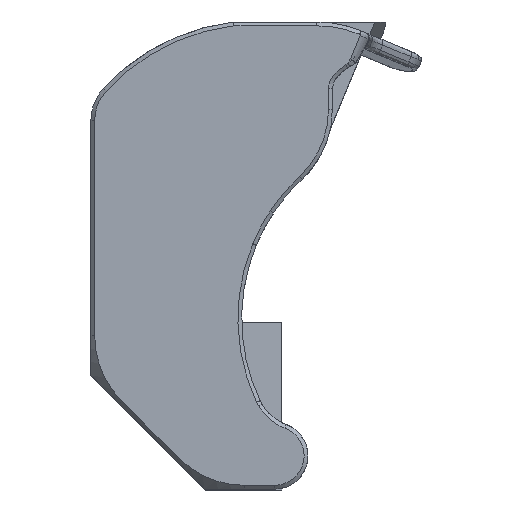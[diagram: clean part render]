
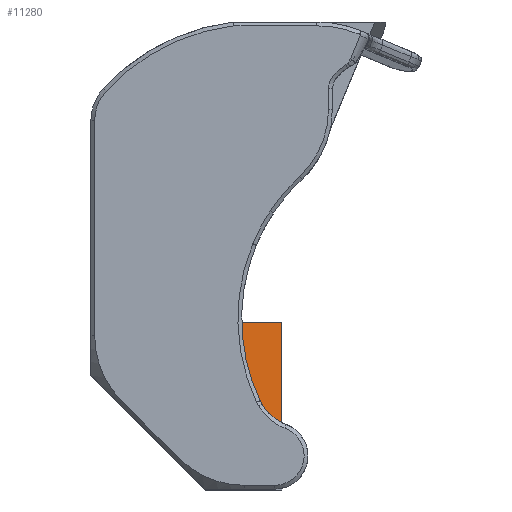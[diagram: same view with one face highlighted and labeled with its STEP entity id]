
A CAD part, left-side view. The second image highlights one B-rep face of the part: STEP entity #11280.
In plain terms, the highlighted planar face has unit normal (-0.707, -0.707, 0).
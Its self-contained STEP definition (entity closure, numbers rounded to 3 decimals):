
#64=FACE_BOUND('',#2011,.T.);
#377=ELLIPSE('',#11905,11.879,8.4);
#394=ELLIPSE('',#12017,11.879,8.4);
#576=B_SPLINE_CURVE_WITH_KNOTS('',3,(#18948,#18949,#18950,#18951,#18952,
#18953,#18954,#18955),.UNSPECIFIED.,.F.,.F.,(4,2,2,4),(-0.259,
-0.2,-0.135,-0.039),
 .UNSPECIFIED.);
#584=B_SPLINE_CURVE_WITH_KNOTS('',3,(#19196,#19197,#19198,#19199,#19200,
#19201),.UNSPECIFIED.,.F.,.F.,(4,2,4),(-0.194,-0.165,
-0.144),.UNSPECIFIED.);
#1314=FACE_OUTER_BOUND('',#2010,.T.);
#2010=EDGE_LOOP('',(#7957,#7958,#7959,#7960,#7961,#7962,#7963,#7964,#7965));
#2011=EDGE_LOOP('',(#7966,#7967,#7968));
#3108=LINE('',#15749,#3780);
#3188=LINE('',#18876,#3860);
#3203=LINE('',#19035,#3875);
#3207=LINE('',#19058,#3879);
#3209=LINE('',#19203,#3881);
#3213=LINE('',#19211,#3885);
#3214=LINE('',#19214,#3886);
#3215=LINE('',#19215,#3887);
#3780=VECTOR('',#12986,10.);
#3860=VECTOR('',#13296,10.);
#3875=VECTOR('',#13331,10.);
#3879=VECTOR('',#13339,10.);
#3881=VECTOR('',#13343,10.);
#3885=VECTOR('',#13351,10.);
#3886=VECTOR('',#13354,10.);
#3887=VECTOR('',#13355,10.);
#4460=VERTEX_POINT('',#15746);
#4461=VERTEX_POINT('',#15748);
#4465=VERTEX_POINT('',#15764);
#4605=VERTEX_POINT('',#18868);
#4606=VERTEX_POINT('',#18870);
#4607=VERTEX_POINT('',#18874);
#4608=VERTEX_POINT('',#18947);
#4621=VERTEX_POINT('',#19033);
#4622=VERTEX_POINT('',#19034);
#4625=VERTEX_POINT('',#19057);
#4627=VERTEX_POINT('',#19209);
#4628=VERTEX_POINT('',#19213);
#5590=EDGE_CURVE('',#4460,#4461,#3108,.T.);
#5596=EDGE_CURVE('',#4465,#4460,#377,.T.);
#5824=EDGE_CURVE('',#4606,#4605,#394,.T.);
#5826=EDGE_CURVE('',#4607,#4605,#3188,.T.);
#5827=EDGE_CURVE('',#4608,#4461,#576,.T.);
#5848=EDGE_CURVE('',#4621,#4622,#3203,.T.);
#5854=EDGE_CURVE('',#4622,#4625,#3207,.T.);
#5857=EDGE_CURVE('',#4625,#4621,#584,.T.);
#5858=EDGE_CURVE('',#4606,#4608,#3209,.F.);
#5862=EDGE_CURVE('',#4607,#4627,#3213,.F.);
#5863=EDGE_CURVE('',#4627,#4628,#3214,.T.);
#5864=EDGE_CURVE('',#4628,#4465,#3215,.T.);
#7957=ORIENTED_EDGE('',*,*,#5863,.F.);
#7958=ORIENTED_EDGE('',*,*,#5862,.F.);
#7959=ORIENTED_EDGE('',*,*,#5826,.T.);
#7960=ORIENTED_EDGE('',*,*,#5824,.F.);
#7961=ORIENTED_EDGE('',*,*,#5858,.T.);
#7962=ORIENTED_EDGE('',*,*,#5827,.T.);
#7963=ORIENTED_EDGE('',*,*,#5590,.F.);
#7964=ORIENTED_EDGE('',*,*,#5596,.F.);
#7965=ORIENTED_EDGE('',*,*,#5864,.F.);
#7966=ORIENTED_EDGE('',*,*,#5854,.T.);
#7967=ORIENTED_EDGE('',*,*,#5857,.T.);
#7968=ORIENTED_EDGE('',*,*,#5848,.T.);
#11013=PLANE('',#12034);
#11280=ADVANCED_FACE('',(#1314,#64),#11013,.T.);
#11905=AXIS2_PLACEMENT_3D('',#15766,#12992,#12993);
#12017=AXIS2_PLACEMENT_3D('',#18872,#13291,#13292);
#12034=AXIS2_PLACEMENT_3D('',#19212,#13352,#13353);
#12986=DIRECTION('',(0.,0.,1.));
#12992=DIRECTION('center_axis',(0.707,0.707,0.));
#12993=DIRECTION('ref_axis',(-0.707,0.707,0.));
#13291=DIRECTION('center_axis',(-0.707,-0.707,0.));
#13292=DIRECTION('ref_axis',(-0.707,0.707,0.));
#13296=DIRECTION('',(-0.707,0.707,0.));
#13331=DIRECTION('',(-0.707,0.707,0.));
#13339=DIRECTION('',(0.,0.,1.));
#13343=DIRECTION('',(0.577,-0.577,-0.577));
#13351=DIRECTION('',(0.,0.,1.));
#13352=DIRECTION('center_axis',(-0.707,-0.707,0.));
#13353=DIRECTION('ref_axis',(0.707,-0.707,0.));
#13354=DIRECTION('',(-0.707,0.707,0.));
#13355=DIRECTION('',(-0.577,0.577,0.577));
#15746=CARTESIAN_POINT('',(-87.854,40.5,123.848));
#15748=CARTESIAN_POINT('',(-87.854,40.5,130.554));
#15749=CARTESIAN_POINT('',(-87.854,40.5,111.627));
#15764=CARTESIAN_POINT('',(-85.394,38.039,117.908));
#15766=CARTESIAN_POINT('Origin',(-79.454,32.1,123.848));
#18868=CARTESIAN_POINT('',(-80.312,32.957,125.3));
#18870=CARTESIAN_POINT('',(-86.252,38.897,127.761));
#18872=CARTESIAN_POINT('Origin',(-80.312,32.957,133.7));
#18874=CARTESIAN_POINT('',(-69.454,22.1,125.3));
#18876=CARTESIAN_POINT('',(-84.121,36.766,125.3));
#18947=CARTESIAN_POINT('',(-87.382,40.027,128.891));
#18948=CARTESIAN_POINT('Ctrl Pts',(-87.382,40.027,128.891));
#18949=CARTESIAN_POINT('Ctrl Pts',(-87.464,40.109,129.016));
#18950=CARTESIAN_POINT('Ctrl Pts',(-87.537,40.182,129.151));
#18951=CARTESIAN_POINT('Ctrl Pts',(-87.668,40.314,129.454));
#18952=CARTESIAN_POINT('Ctrl Pts',(-87.724,40.37,129.621));
#18953=CARTESIAN_POINT('Ctrl Pts',(-87.829,40.474,130.058));
#18954=CARTESIAN_POINT('Ctrl Pts',(-87.854,40.499,130.284));
#18955=CARTESIAN_POINT('Ctrl Pts',(-87.854,40.5,130.554));
#19033=CARTESIAN_POINT('',(-73.421,26.066,115.697));
#19034=CARTESIAN_POINT('',(-73.454,26.1,115.697));
#19035=CARTESIAN_POINT('',(-80.444,33.09,115.697));
#19057=CARTESIAN_POINT('',(-73.454,26.1,115.964));
#19058=CARTESIAN_POINT('',(-73.454,26.1,113.762));
#19196=CARTESIAN_POINT('Ctrl Pts',(-73.454,26.1,115.964));
#19197=CARTESIAN_POINT('Ctrl Pts',(-73.454,26.099,115.911));
#19198=CARTESIAN_POINT('Ctrl Pts',(-73.451,26.096,115.858));
#19199=CARTESIAN_POINT('Ctrl Pts',(-73.438,26.083,115.769));
#19200=CARTESIAN_POINT('Ctrl Pts',(-73.43,26.076,115.732));
#19201=CARTESIAN_POINT('Ctrl Pts',(-73.421,26.066,115.697));
#19203=CARTESIAN_POINT('',(-81.889,34.534,123.398));
#19209=CARTESIAN_POINT('',(-69.454,22.1,113.697));
#19211=CARTESIAN_POINT('',(-69.454,22.1,117.762));
#19212=CARTESIAN_POINT('Origin',(-90.444,43.09,99.251));
#19213=CARTESIAN_POINT('',(-81.182,33.827,113.697));
#19214=CARTESIAN_POINT('',(-82.785,35.43,113.697));
#19215=CARTESIAN_POINT('',(-89.229,41.874,121.743));
